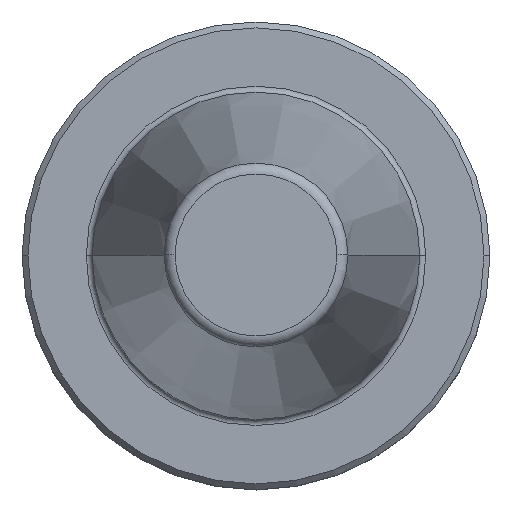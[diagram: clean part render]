
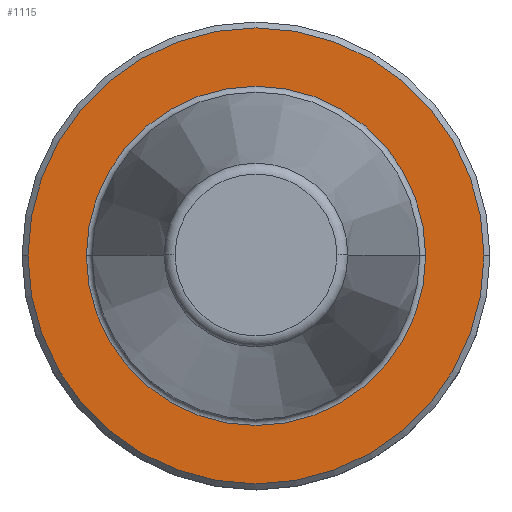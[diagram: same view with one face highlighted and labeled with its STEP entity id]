
A CAD part, top view. The second image highlights one B-rep face of the part: STEP entity #1115.
In plain terms, the highlighted planar face has unit normal (0, 0, 1).
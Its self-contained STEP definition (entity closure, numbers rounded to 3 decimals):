
#330=CARTESIAN_POINT('',(0.,0.,-3.17));
#331=DIRECTION('',(0.,0.,-1.));
#332=DIRECTION('',(1.,0.,0.));
#333=AXIS2_PLACEMENT_3D('',#330,#331,#332);
#346=CARTESIAN_POINT('',(0.,0.,-3.17));
#347=DIRECTION('',(0.,0.,1.));
#348=DIRECTION('',(1.,0.,0.));
#349=AXIS2_PLACEMENT_3D('',#346,#347,#348);
#354=CARTESIAN_POINT('',(0.,0.,-3.17));
#355=DIRECTION('',(0.,0.,-1.));
#356=DIRECTION('',(1.,0.,0.));
#357=AXIS2_PLACEMENT_3D('',#354,#355,#356);
#486=CARTESIAN_POINT('',(0.,0.,-3.17));
#487=DIRECTION('',(0.,0.,1.));
#488=DIRECTION('',(1.,0.,0.));
#489=AXIS2_PLACEMENT_3D('',#486,#487,#488);
#754=CARTESIAN_POINT('',(23.025,0.,-3.17));
#755=VERTEX_POINT('',#754);
#756=CARTESIAN_POINT('',(-23.025,0.,-3.17));
#757=VERTEX_POINT('',#756);
#766=CARTESIAN_POINT('',(30.95,0.,-3.17));
#767=CARTESIAN_POINT('',(-30.95,0.,-3.17));
#768=VERTEX_POINT('',#766);
#769=VERTEX_POINT('',#767);
#1099=CARTESIAN_POINT('',(0.,0.,-3.17));
#1100=DIRECTION('',(0.,0.,-1.));
#1101=DIRECTION('',(-1.,0.,0.));
#1102=AXIS2_PLACEMENT_3D('',#1099,#1100,#1101);
#1103=PLANE('',#1102);
#1104=ORIENTED_EDGE('',*,*,#1089,.T.);
#1106=ORIENTED_EDGE('',*,*,#1105,.F.);
#1107=EDGE_LOOP('',(#1104,#1106));
#1108=FACE_OUTER_BOUND('',#1107,.F.);
#1110=ORIENTED_EDGE('',*,*,#1109,.T.);
#1112=ORIENTED_EDGE('',*,*,#1111,.F.);
#1113=EDGE_LOOP('',(#1110,#1112));
#1114=FACE_BOUND('',#1113,.F.);
#334=CIRCLE('',#333,30.95);
#350=CIRCLE('',#349,23.025);
#358=CIRCLE('',#357,23.025);
#490=CIRCLE('',#489,30.95);
#1089=EDGE_CURVE('',#768,#769,#334,.T.);
#1105=EDGE_CURVE('',#768,#769,#490,.T.);
#1109=EDGE_CURVE('',#755,#757,#350,.T.);
#1111=EDGE_CURVE('',#755,#757,#358,.T.);
#1115=ADVANCED_FACE('',(#1108,#1114),#1103,.F.);
